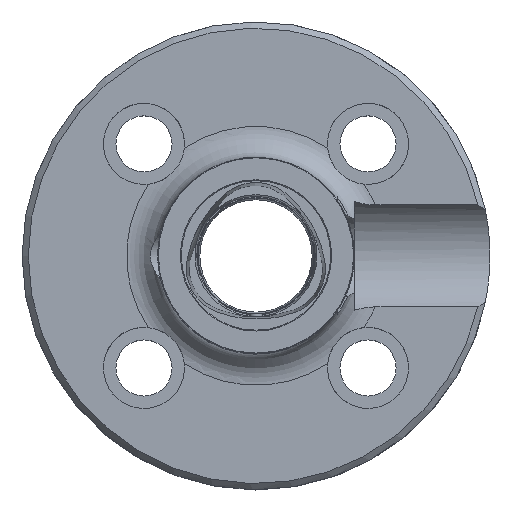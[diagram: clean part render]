
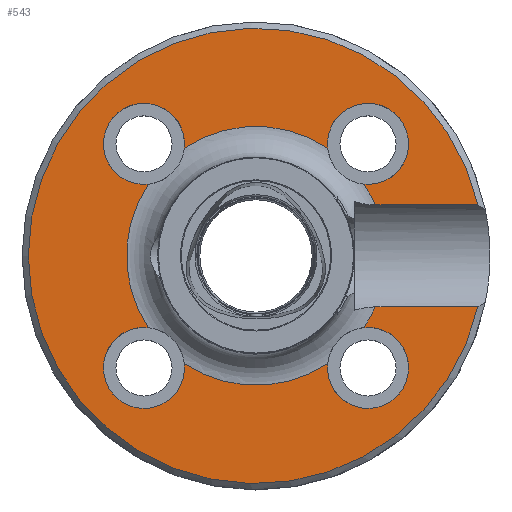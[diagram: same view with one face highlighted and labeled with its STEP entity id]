
A CAD part, top view. The second image highlights one B-rep face of the part: STEP entity #543.
In plain terms, the highlighted planar face has unit normal (0, 0, 1).
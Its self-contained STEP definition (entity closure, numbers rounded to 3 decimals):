
#80=LINE('',#3705,#164);
#81=LINE('',#3729,#165);
#164=VECTOR('',#2713,1.);
#165=VECTOR('',#2714,1.);
#250=PLANE('',#2318);
#329=FACE_OUTER_BOUND('',#861,.T.);
#543=ADVANCED_FACE('',(#329),#250,.T.);
#861=EDGE_LOOP('',(#1347,#1348,#1349,#1350,#1351,#1352,#1353,#1354,#1355,
#1356,#1357,#1358));
#1347=ORIENTED_EDGE('',*,*,#1647,.F.);
#1348=ORIENTED_EDGE('',*,*,#1798,.T.);
#1349=ORIENTED_EDGE('',*,*,#1655,.F.);
#1350=ORIENTED_EDGE('',*,*,#1804,.T.);
#1351=ORIENTED_EDGE('',*,*,#1659,.F.);
#1352=ORIENTED_EDGE('',*,*,#1803,.T.);
#1353=ORIENTED_EDGE('',*,*,#1792,.F.);
#1354=ORIENTED_EDGE('',*,*,#1895,.T.);
#1355=ORIENTED_EDGE('',*,*,#1788,.F.);
#1356=ORIENTED_EDGE('',*,*,#1800,.T.);
#1357=ORIENTED_EDGE('',*,*,#1651,.F.);
#1358=ORIENTED_EDGE('',*,*,#1799,.T.);
#1451=VERTEX_POINT('',#3144);
#1452=VERTEX_POINT('',#3145);
#1455=VERTEX_POINT('',#3159);
#1456=VERTEX_POINT('',#3160);
#1459=VERTEX_POINT('',#3174);
#1460=VERTEX_POINT('',#3175);
#1463=VERTEX_POINT('',#3189);
#1464=VERTEX_POINT('',#3190);
#1562=VERTEX_POINT('',#3706);
#1563=VERTEX_POINT('',#3707);
#1566=VERTEX_POINT('',#3728);
#1567=VERTEX_POINT('',#3730);
#1647=EDGE_CURVE('',#1451,#1452,#1917,.T.);
#1651=EDGE_CURVE('',#1455,#1456,#1920,.T.);
#1655=EDGE_CURVE('',#1459,#1460,#1923,.T.);
#1659=EDGE_CURVE('',#1463,#1464,#1926,.T.);
#1788=EDGE_CURVE('',#1562,#1563,#80,.T.);
#1792=EDGE_CURVE('',#1566,#1567,#81,.T.);
#1798=EDGE_CURVE('',#1451,#1460,#1999,.T.);
#1799=EDGE_CURVE('',#1455,#1452,#2000,.T.);
#1800=EDGE_CURVE('',#1562,#1456,#2001,.T.);
#1803=EDGE_CURVE('',#1463,#1567,#2004,.T.);
#1804=EDGE_CURVE('',#1459,#1464,#2005,.T.);
#1895=EDGE_CURVE('',#1566,#1563,#2036,.T.);
#1917=CIRCLE('',#2084,13.);
#1920=CIRCLE('',#2089,13.);
#1923=CIRCLE('',#2094,13.);
#1926=CIRCLE('',#2099,13.);
#1999=CIRCLE('',#2234,41.5);
#2000=CIRCLE('',#2235,41.5);
#2001=CIRCLE('',#2236,41.5);
#2004=CIRCLE('',#2239,41.5);
#2005=CIRCLE('',#2240,41.5);
#2036=CIRCLE('',#2313,73.);
#2084=AXIS2_PLACEMENT_3D('',#3143,#2381,#2382);
#2089=AXIS2_PLACEMENT_3D('',#3158,#2391,#2392);
#2094=AXIS2_PLACEMENT_3D('',#3173,#2401,#2402);
#2099=AXIS2_PLACEMENT_3D('',#3188,#2411,#2412);
#2234=AXIS2_PLACEMENT_3D('',#3752,#2721,#2722);
#2235=AXIS2_PLACEMENT_3D('',#3753,#2723,#2724);
#2236=AXIS2_PLACEMENT_3D('',#3754,#2725,#2726);
#2239=AXIS2_PLACEMENT_3D('',#3757,#2731,#2732);
#2240=AXIS2_PLACEMENT_3D('',#3758,#2733,#2734);
#2313=AXIS2_PLACEMENT_3D('',#4009,#2917,#2918);
#2318=AXIS2_PLACEMENT_3D('',#4014,#2927,#2928);
#2381=DIRECTION('',(0.,0.,1.));
#2382=DIRECTION('',(1.,0.,0.));
#2391=DIRECTION('',(0.,0.,1.));
#2392=DIRECTION('',(1.,0.,0.));
#2401=DIRECTION('',(0.,0.,1.));
#2402=DIRECTION('',(1.,0.,0.));
#2411=DIRECTION('',(0.,0.,1.));
#2412=DIRECTION('',(1.,0.,0.));
#2713=DIRECTION('',(1.,0.,0.));
#2714=DIRECTION('',(-1.,0.,0.));
#2721=DIRECTION('',(0.,0.,-1.));
#2722=DIRECTION('',(1.,0.,0.));
#2723=DIRECTION('',(0.,0.,-1.));
#2724=DIRECTION('',(1.,0.,0.));
#2725=DIRECTION('',(0.,0.,-1.));
#2726=DIRECTION('',(1.,0.,0.));
#2731=DIRECTION('',(0.,0.,-1.));
#2732=DIRECTION('',(1.,0.,0.));
#2733=DIRECTION('',(0.,0.,-1.));
#2734=DIRECTION('',(1.,0.,0.));
#2917=DIRECTION('',(0.,0.,1.));
#2918=DIRECTION('',(1.,0.,0.));
#2927=DIRECTION('',(0.,0.,1.));
#2928=DIRECTION('',(-1.,0.,0.));
#3143=CARTESIAN_POINT('',(-35.921,-35.921,21.));
#3144=CARTESIAN_POINT('',(-34.548,-22.994,21.));
#3145=CARTESIAN_POINT('',(-22.994,-34.548,21.));
#3158=CARTESIAN_POINT('',(35.921,-35.921,21.));
#3159=CARTESIAN_POINT('',(22.994,-34.548,21.));
#3160=CARTESIAN_POINT('',(34.548,-22.994,21.));
#3173=CARTESIAN_POINT('',(-35.921,35.921,21.));
#3174=CARTESIAN_POINT('',(-22.994,34.548,21.));
#3175=CARTESIAN_POINT('',(-34.548,22.994,21.));
#3188=CARTESIAN_POINT('',(35.921,35.921,21.));
#3189=CARTESIAN_POINT('',(34.548,22.994,21.));
#3190=CARTESIAN_POINT('',(22.994,34.548,21.));
#3705=CARTESIAN_POINT('',(31.5,-16.363,21.));
#3706=CARTESIAN_POINT('',(38.138,-16.363,21.));
#3707=CARTESIAN_POINT('',(71.142,-16.363,21.));
#3728=CARTESIAN_POINT('',(71.142,16.363,21.));
#3729=CARTESIAN_POINT('',(31.5,16.363,21.));
#3730=CARTESIAN_POINT('',(38.138,16.363,21.));
#3752=CARTESIAN_POINT('',(0.,0.,21.));
#3753=CARTESIAN_POINT('',(0.,0.,21.));
#3754=CARTESIAN_POINT('',(0.,0.,21.));
#3757=CARTESIAN_POINT('',(0.,0.,21.));
#3758=CARTESIAN_POINT('',(0.,0.,21.));
#4009=CARTESIAN_POINT('',(0.,0.,21.));
#4014=CARTESIAN_POINT('',(0.,0.,21.));
